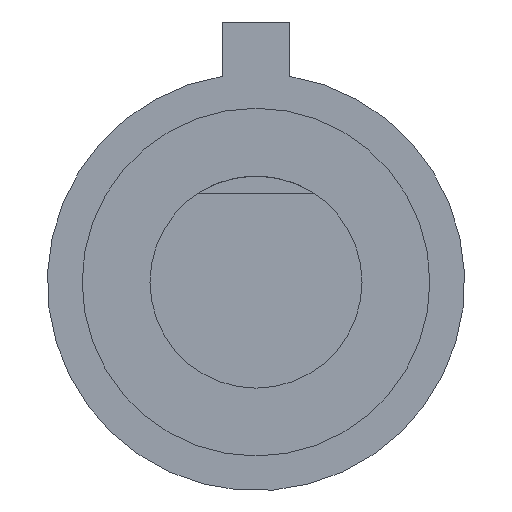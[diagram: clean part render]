
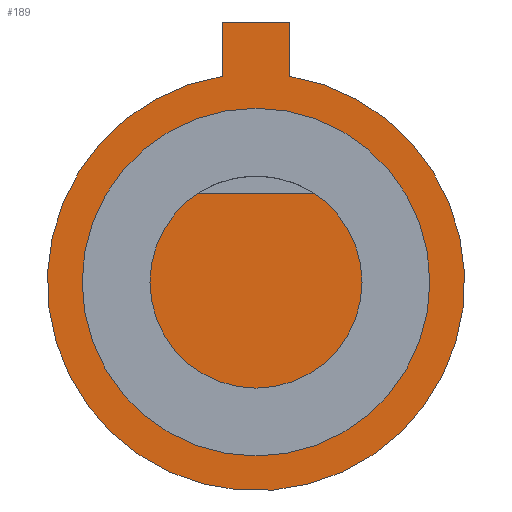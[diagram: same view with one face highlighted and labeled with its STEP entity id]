
A CAD part, front view. The second image highlights one B-rep face of the part: STEP entity #189.
In plain terms, the highlighted planar face has unit normal (0, -1, 0).
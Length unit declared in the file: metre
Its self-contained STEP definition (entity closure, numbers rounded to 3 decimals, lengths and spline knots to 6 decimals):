
#16=CIRCLE('',#239,0.00615);
#48=ORIENTED_EDGE('',*,*,#72,.T.);
#49=ORIENTED_EDGE('',*,*,#76,.T.);
#50=ORIENTED_EDGE('',*,*,#79,.F.);
#51=ORIENTED_EDGE('',*,*,#82,.T.);
#72=EDGE_CURVE('',#94,#95,#110,.T.);
#76=EDGE_CURVE('',#95,#98,#114,.T.);
#79=EDGE_CURVE('',#100,#98,#117,.T.);
#82=EDGE_CURVE('',#100,#94,#16,.T.);
#94=VERTEX_POINT('',#326);
#95=VERTEX_POINT('',#327);
#98=VERTEX_POINT('',#335);
#100=VERTEX_POINT('',#341);
#110=LINE('',#325,#124);
#114=LINE('',#334,#128);
#117=LINE('',#340,#131);
#124=VECTOR('',#263,1.);
#128=VECTOR('',#269,1.);
#131=VECTOR('',#274,1.);
#143=EDGE_LOOP('',(#48,#49,#50,#51));
#161=FACE_BOUND('',#143,.T.);
#178=PLANE('',#242);
#189=ADVANCED_FACE('',(#161),#178,.T.);
#239=AXIS2_PLACEMENT_3D('',#346,#279,#280);
#242=AXIS2_PLACEMENT_3D('',#349,#285,#286);
#263=DIRECTION('',(0.,0.,1.));
#269=DIRECTION('',(-1.,0.,0.));
#274=DIRECTION('',(0.,0.,1.));
#279=DIRECTION('',(0.,-1.,0.));
#280=DIRECTION('',(0.,0.,-1.));
#285=DIRECTION('',(0.,-1.,0.));
#286=DIRECTION('',(1.,0.,0.));
#325=CARTESIAN_POINT('',(0.001,0.,0.006868));
#326=CARTESIAN_POINT('',(0.001,0.,0.006068));
#327=CARTESIAN_POINT('',(0.001,0.,0.007668));
#334=CARTESIAN_POINT('',(0.,0.,0.007668));
#335=CARTESIAN_POINT('',(-0.001,0.,0.007668));
#340=CARTESIAN_POINT('',(-0.001,0.,0.006868));
#341=CARTESIAN_POINT('',(-0.001,0.,0.006068));
#346=CARTESIAN_POINT('',(0.,0.,0.));
#349=CARTESIAN_POINT('',(0.,0.,0.000759));
